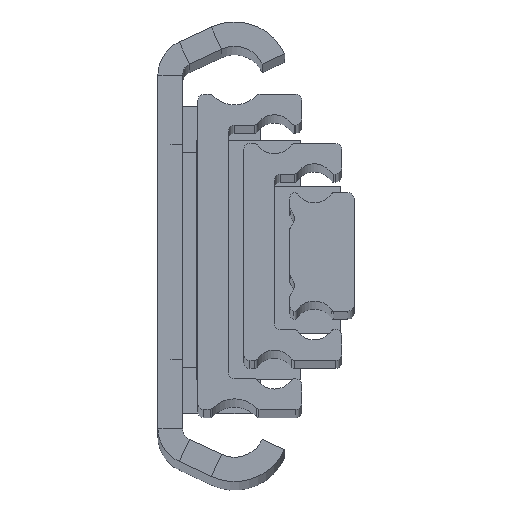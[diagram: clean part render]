
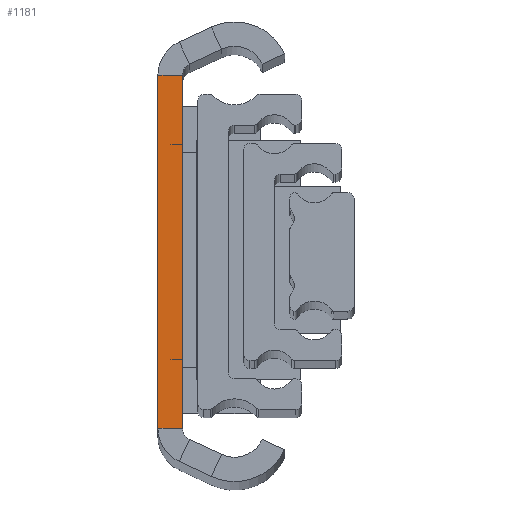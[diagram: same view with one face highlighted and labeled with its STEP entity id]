
A CAD part, top view. The second image highlights one B-rep face of the part: STEP entity #1181.
In plain terms, the highlighted planar face has unit normal (0, 0, 1).
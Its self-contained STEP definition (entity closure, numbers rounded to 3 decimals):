
#179 = ORIENTED_EDGE ( 'NONE', *, *, #5248, .F. ) ;
#295 = CARTESIAN_POINT ( 'NONE',  ( 0., -28.779, 0. ) ) ;
#422 = CARTESIAN_POINT ( 'NONE',  ( 4., 28.779, 0. ) ) ;
#519 = VERTEX_POINT ( 'NONE', #4015 ) ;
#623 = CARTESIAN_POINT ( 'NONE',  ( 0., 28.779, 0. ) ) ;
#1181 = ADVANCED_FACE ( 'NONE', ( #6526 ), #6556, .F. ) ;
#1468 = VECTOR ( 'NONE', #5665, 1000. ) ;
#1692 = DIRECTION ( 'NONE',  ( 0., 0., -1. ) ) ;
#1833 = EDGE_LOOP ( 'NONE', ( #179, #3732, #6418, #3642 ) ) ;
#1903 = VECTOR ( 'NONE', #5963, 1000. ) ;
#2030 = LINE ( 'NONE', #295, #1468 ) ;
#2064 = DIRECTION ( 'NONE',  ( 0., -1., 0. ) ) ;
#2631 = VERTEX_POINT ( 'NONE', #6163 ) ;
#2755 = CARTESIAN_POINT ( 'NONE',  ( 4., -28.779, 0. ) ) ;
#3062 = DIRECTION ( 'NONE',  ( 0., -1., 0. ) ) ;
#3424 = EDGE_CURVE ( 'NONE', #2631, #519, #6940, .T. ) ;
#3511 = CARTESIAN_POINT ( 'NONE',  ( 0., 28.779, 0. ) ) ;
#3642 = ORIENTED_EDGE ( 'NONE', *, *, #3424, .T. ) ;
#3732 = ORIENTED_EDGE ( 'NONE', *, *, #4070, .F. ) ;
#3852 = LINE ( 'NONE', #3511, #1903 ) ;
#4015 = CARTESIAN_POINT ( 'NONE',  ( 0., -28.779, 0. ) ) ;
#4070 = EDGE_CURVE ( 'NONE', #4468, #6910, #5712, .T. ) ;
#4144 = CARTESIAN_POINT ( 'NONE',  ( 4., 28.779, 0. ) ) ;
#4437 = AXIS2_PLACEMENT_3D ( 'NONE', #623, #1692, #4852 ) ;
#4468 = VERTEX_POINT ( 'NONE', #422 ) ;
#4852 = DIRECTION ( 'NONE',  ( 0., -1., 0. ) ) ;
#5184 = EDGE_CURVE ( 'NONE', #4468, #2631, #3852, .T. ) ;
#5248 = EDGE_CURVE ( 'NONE', #6910, #519, #2030, .T. ) ;
#5665 = DIRECTION ( 'NONE',  ( -1., 0., 0. ) ) ;
#5712 = LINE ( 'NONE', #4144, #6820 ) ;
#5800 = VECTOR ( 'NONE', #2064, 1000. ) ;
#5963 = DIRECTION ( 'NONE',  ( -1., 0., 0. ) ) ;
#6163 = CARTESIAN_POINT ( 'NONE',  ( 0., 28.779, 0. ) ) ;
#6418 = ORIENTED_EDGE ( 'NONE', *, *, #5184, .T. ) ;
#6430 = CARTESIAN_POINT ( 'NONE',  ( 0., 28.779, 0. ) ) ;
#6526 = FACE_OUTER_BOUND ( 'NONE', #1833, .T. ) ;
#6556 = PLANE ( 'NONE',  #4437 ) ;
#6820 = VECTOR ( 'NONE', #3062, 1000. ) ;
#6910 = VERTEX_POINT ( 'NONE', #2755 ) ;
#6940 = LINE ( 'NONE', #6430, #5800 ) ;
